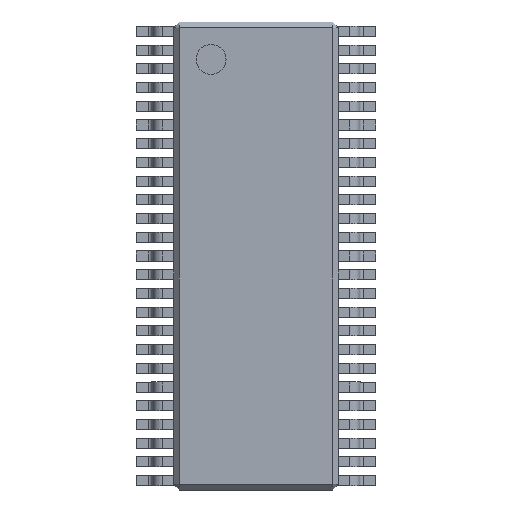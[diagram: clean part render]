
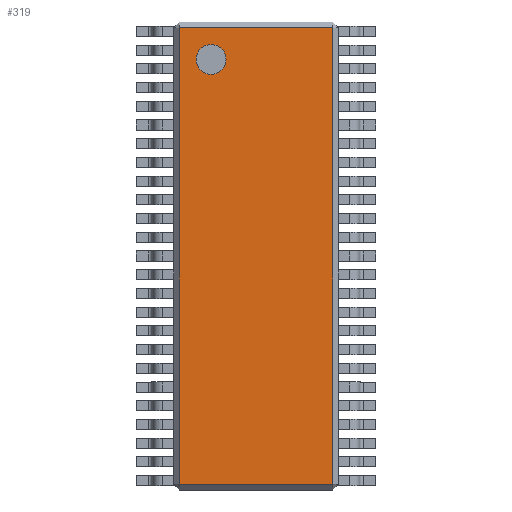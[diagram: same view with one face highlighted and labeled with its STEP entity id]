
A CAD part, top view. The second image highlights one B-rep face of the part: STEP entity #319.
In plain terms, the highlighted planar face has unit normal (0, 0, 1).
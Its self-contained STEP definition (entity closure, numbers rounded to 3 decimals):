
#13=DIRECTION('',(0.,0.,1.));
#14=DIRECTION('',(1.,0.,0.));
#113=VECTOR('',#114,1.);
#114=DIRECTION('',(0.,1.,0.));
#188=VERTEX_POINT('',#189);
#189=CARTESIAN_POINT('',(-2.05,-6.1,1.2));
#197=VERTEX_POINT('',#198);
#198=CARTESIAN_POINT('',(-2.05,6.1,1.2));
#203=ORIENTED_EDGE('',*,*,#204,.F.);
#204=EDGE_CURVE('',#188,#197,#205,.T.);
#205=LINE('',#206,#113);
#206=CARTESIAN_POINT('',(-2.05,-6.25,1.2));
#276=VECTOR('',#14,1.);
#319=ADVANCED_FACE('',(#320,#338),#347,.T.);
#320=FACE_BOUND('',#321,.T.);
#321=EDGE_LOOP('',(#203,#322,#328,#334));
#322=ORIENTED_EDGE('',*,*,#323,.T.);
#323=EDGE_CURVE('',#188,#324,#326,.T.);
#324=VERTEX_POINT('',#325);
#325=CARTESIAN_POINT('',(2.05,-6.1,1.2));
#326=LINE('',#327,#276);
#327=CARTESIAN_POINT('',(-2.2,-6.1,1.2));
#328=ORIENTED_EDGE('',*,*,#329,.T.);
#329=EDGE_CURVE('',#324,#330,#332,.T.);
#330=VERTEX_POINT('',#331);
#331=CARTESIAN_POINT('',(2.05,6.1,1.2));
#332=LINE('',#333,#113);
#333=CARTESIAN_POINT('',(2.05,-6.25,1.2));
#334=ORIENTED_EDGE('',*,*,#335,.F.);
#335=EDGE_CURVE('',#197,#330,#336,.T.);
#336=LINE('',#337,#276);
#337=CARTESIAN_POINT('',(-2.2,6.1,1.2));
#338=FACE_BOUND('',#339,.T.);
#339=EDGE_LOOP('',(#340));
#340=ORIENTED_EDGE('',*,*,#341,.F.);
#341=EDGE_CURVE('',#342,#342,#344,.T.);
#342=VERTEX_POINT('',#343);
#343=CARTESIAN_POINT('',(-0.8,5.25,1.2));
#344=CIRCLE('',#345,0.4);
#345=AXIS2_PLACEMENT_3D('',#346,#13,#14);
#346=CARTESIAN_POINT('',(-1.2,5.25,1.2));
#347=PLANE('',#348);
#348=AXIS2_PLACEMENT_3D('',#349,#13,#14);
#349=CARTESIAN_POINT('',(-2.2,-6.25,1.2));
